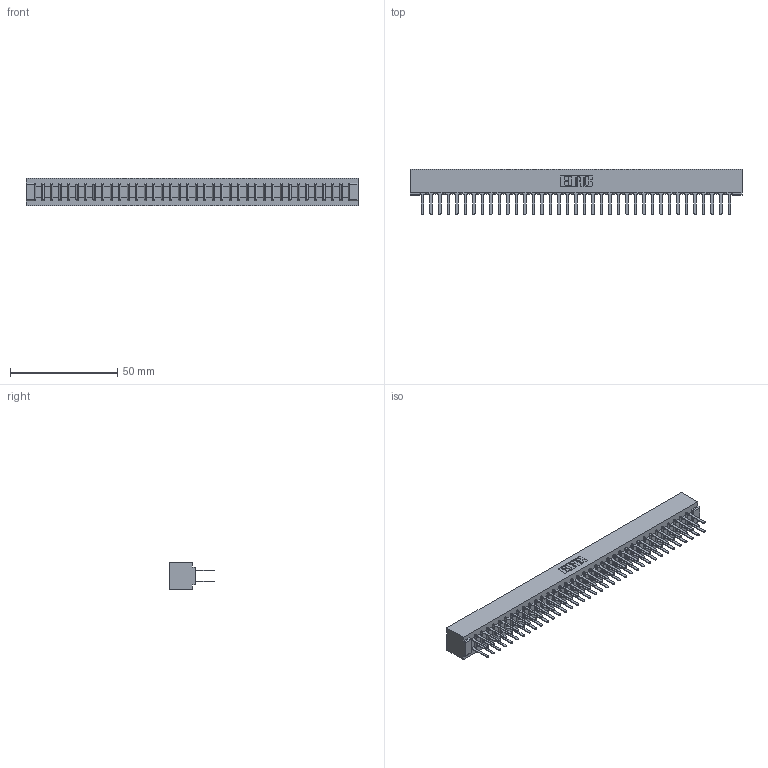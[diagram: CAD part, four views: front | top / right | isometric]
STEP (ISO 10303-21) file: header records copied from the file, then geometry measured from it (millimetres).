
FILE_DESCRIPTION (( 'STEP AP203' ), '1' );
FILE_NAME ('357-074-522-201.STEP', '2018-08-12T20:23:48', ( '' ), ( '' ), 'SwSTEP 2.0', 'SolidWorks 2016', '' );
FILE_SCHEMA (( 'CONFIG_CONTROL_DESIGN' ));
Length unit declared in the file: inch
Products named in the file (3): 307 Part_No Mounting Lugs; 307-290-001_522; 357-074-522-201
Assembly tree (75 placements, depth 2):
  357-074-522-201
    307 Part_No Mounting Lugs
    307-290-001_522  x74
Bounding box: 154.48 x 21.11 x 12.7 mm (x, y, z)
Volume: 17098.9 mm3; surface area: 21942.6 mm2
Topology: 75 solids, 75 shells, 3552 faces, 9919 edges, 6410 vertices
Faces by surface type: plane 2360, cylinder 1116, sphere 76
Entity records: 33210 total; most frequent: CARTESIAN_POINT 5429, ORIENTED_EDGE 5378, DIRECTION 5319, EDGE_CURVE 2689, VECTOR 2063, LINE 2063, VERTEX_POINT 1738, AXIS2_PLACEMENT_3D 1628
